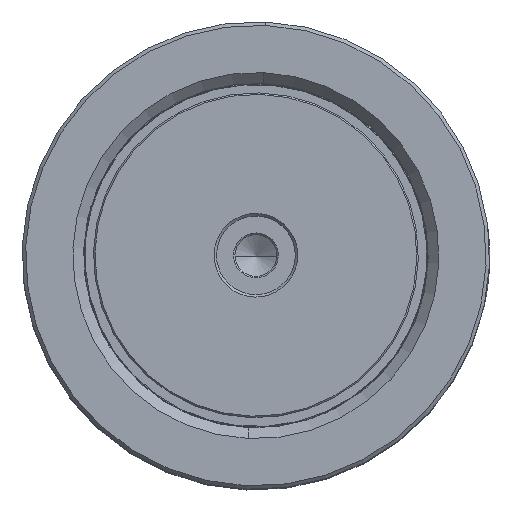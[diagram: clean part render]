
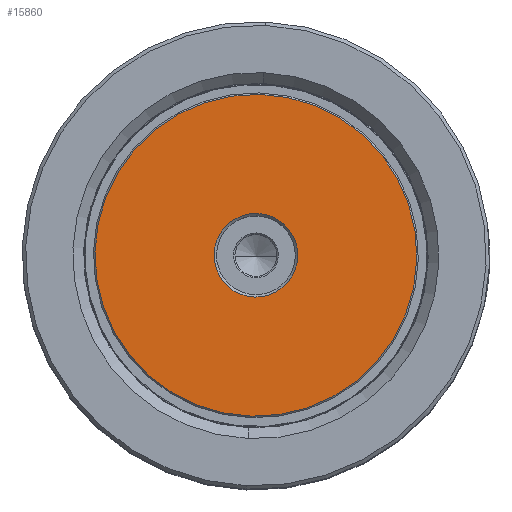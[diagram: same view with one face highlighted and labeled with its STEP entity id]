
A CAD part, top view. The second image highlights one B-rep face of the part: STEP entity #15860.
In plain terms, the highlighted face is planar.
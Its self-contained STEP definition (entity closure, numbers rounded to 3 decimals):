
#297 = CARTESIAN_POINT ( 'NONE',  ( 0., 0., 0. ) ) ;
#1494 = EDGE_CURVE ( 'NONE', #40865, #32623, #6283, .T. ) ;
#3382 = AXIS2_PLACEMENT_3D ( 'NONE', #12670, #25133, #17276 ) ;
#6283 = CIRCLE ( 'NONE', #3382, 32.7 ) ;
#8185 = PLANE ( 'NONE',  #38101 ) ;
#11641 = AXIS2_PLACEMENT_3D ( 'NONE', #39265, #11752, #43796 ) ;
#11752 = DIRECTION ( 'NONE',  ( 0., 0., 1. ) ) ;
#12670 = CARTESIAN_POINT ( 'NONE',  ( 0., 0., 0. ) ) ;
#13363 = EDGE_LOOP ( 'NONE', ( #46593, #32847 ) ) ;
#15860 = ADVANCED_FACE ( 'NONE', ( #27231, #51013 ), #8185, .F. ) ;
#16044 = AXIS2_PLACEMENT_3D ( 'NONE', #28541, #48987, #28711 ) ;
#17276 = DIRECTION ( 'NONE',  ( 1., 0., 0. ) ) ;
#18417 = EDGE_CURVE ( 'NONE', #35667, #49831, #38463, .T. ) ;
#18809 = DIRECTION ( 'NONE',  ( 1., 0., 0. ) ) ;
#20199 = CARTESIAN_POINT ( 'NONE',  ( 8.5, 0., 0. ) ) ;
#21010 = EDGE_CURVE ( 'NONE', #49831, #35667, #40903, .T. ) ;
#21665 = CARTESIAN_POINT ( 'NONE',  ( 32.7, 0., 0. ) ) ;
#23919 = CIRCLE ( 'NONE', #28855, 32.7 ) ;
#24549 = EDGE_CURVE ( 'NONE', #32623, #40865, #23919, .T. ) ;
#25133 = DIRECTION ( 'NONE',  ( 0., 0., -1. ) ) ;
#27231 = FACE_OUTER_BOUND ( 'NONE', #13363, .T. ) ;
#28541 = CARTESIAN_POINT ( 'NONE',  ( 0., 0., 0. ) ) ;
#28711 = DIRECTION ( 'NONE',  ( 1., 0., 0. ) ) ;
#28855 = AXIS2_PLACEMENT_3D ( 'NONE', #47126, #51317, #18809 ) ;
#31625 = DIRECTION ( 'NONE',  ( 1., 0., 0. ) ) ;
#32349 = CARTESIAN_POINT ( 'NONE',  ( -32.7, 0., 0. ) ) ;
#32623 = VERTEX_POINT ( 'NONE', #32349 ) ;
#32847 = ORIENTED_EDGE ( 'NONE', *, *, #24549, .T. ) ;
#34714 = ORIENTED_EDGE ( 'NONE', *, *, #18417, .T. ) ;
#35667 = VERTEX_POINT ( 'NONE', #36817 ) ;
#36817 = CARTESIAN_POINT ( 'NONE',  ( -8.5, 0., 0. ) ) ;
#38101 = AXIS2_PLACEMENT_3D ( 'NONE', #297, #47529, #31625 ) ;
#38463 = CIRCLE ( 'NONE', #11641, 8.5 ) ;
#39265 = CARTESIAN_POINT ( 'NONE',  ( 0., 0., 0. ) ) ;
#40865 = VERTEX_POINT ( 'NONE', #21665 ) ;
#40903 = CIRCLE ( 'NONE', #16044, 8.5 ) ;
#43796 = DIRECTION ( 'NONE',  ( 1., 0., 0. ) ) ;
#46593 = ORIENTED_EDGE ( 'NONE', *, *, #1494, .T. ) ;
#47126 = CARTESIAN_POINT ( 'NONE',  ( 0., 0., 0. ) ) ;
#47529 = DIRECTION ( 'NONE',  ( 0., 0., 1. ) ) ;
#48501 = EDGE_LOOP ( 'NONE', ( #34714, #48845 ) ) ;
#48845 = ORIENTED_EDGE ( 'NONE', *, *, #21010, .T. ) ;
#48987 = DIRECTION ( 'NONE',  ( 0., 0., 1. ) ) ;
#49831 = VERTEX_POINT ( 'NONE', #20199 ) ;
#51013 = FACE_BOUND ( 'NONE', #48501, .T. ) ;
#51317 = DIRECTION ( 'NONE',  ( 0., 0., -1. ) ) ;
